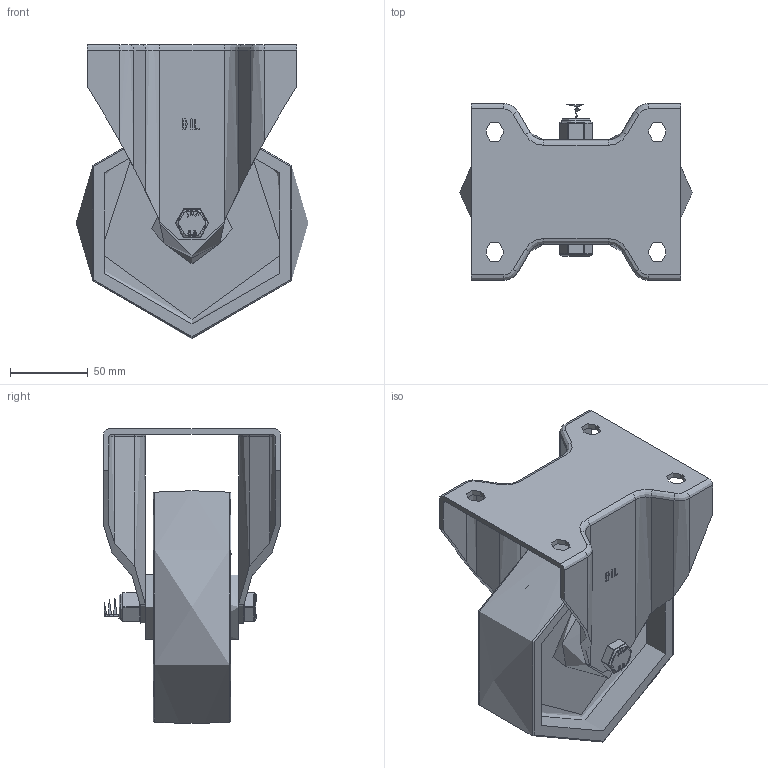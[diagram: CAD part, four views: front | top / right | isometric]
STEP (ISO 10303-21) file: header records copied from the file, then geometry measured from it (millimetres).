
FILE_DESCRIPTION(/* description */ (''),/* implementation_level */ '2;1');
FILE_NAME(/* name */ 'BZPHF150CI.step',/* time_stamp */ '2024-10-22T10:30:24+01:00',/* author */ (''),/* organization */ (''),/* preprocessor_version */ 'ST-DEVELOPER v20',/* originating_system */ 'Autodesk Translation Framework v13.20.0.188',/* authorisation */ '');
FILE_SCHEMA (('AUTOMOTIVE_DESIGN { 1 0 10303 214 3 1 1 }'));
Length unit declared in the file: millimetre
Products named in the file (16): BZPHF150CI; BZPHF150AS v1; BZPHF150AS; ZINC PLATED, PRESSED STEEL BRACKET; BZH150WCIM20 v1; CAST IRON WHEEL; CAST IRON WHEEL2; GREASE NIPPLE; TUBEM20X60 v1; ZINC PLATED STEEL TUBE; HEXBOLTM12X90Z8.8 v2; GRADE 8.8 ZINC PLATED BOLT; NYLOCM12Z14MM v1; NYLOC NUT; NUT; RUBBER
Assembly tree (15 placements, depth 4):
  BZPHF150CI
    BZPHF150AS v1
      BZPHF150AS
      ZINC PLATED, PRESSED STEEL BRACKET
    BZH150WCIM20 v1
      CAST IRON WHEEL
        CAST IRON WHEEL2
        GREASE NIPPLE
    TUBEM20X60 v1
      ZINC PLATED STEEL TUBE
    HEXBOLTM12X90Z8.8 v2
      GRADE 8.8 ZINC PLATED BOLT
    NYLOCM12Z14MM v1
      NYLOC NUT
        NUT
        RUBBER
Bounding box: 150 x 114 x 189.9 mm (x, y, z)
Volume: 553373.7 mm3; surface area: 176801.5 mm2
Topology: 7 solids, 7 shells, 406 faces, 1000 edges, 623 vertices
Faces by surface type: cylinder 152, plane 149, bspline 48, torus 27, sphere 23, cone 7
Full cylindrical faces by diameter (mm): 5 x2, 9.836 x16, 11.834 x16, 12 x3, 12.1 x2, 12.5 x1, 14 x2, 17.75 x1, 18.5 x1, 19.9 x1, 20.2 x2, 42.2 x1, 130 x2
Entity records: 19050 total; most frequent: CARTESIAN_POINT 9320, ORIENTED_EDGE 1978, DIRECTION 1883, EDGE_CURVE 989, AXIS2_PLACEMENT_3D 702, VERTEX_POINT 623, LINE 479, VECTOR 479
